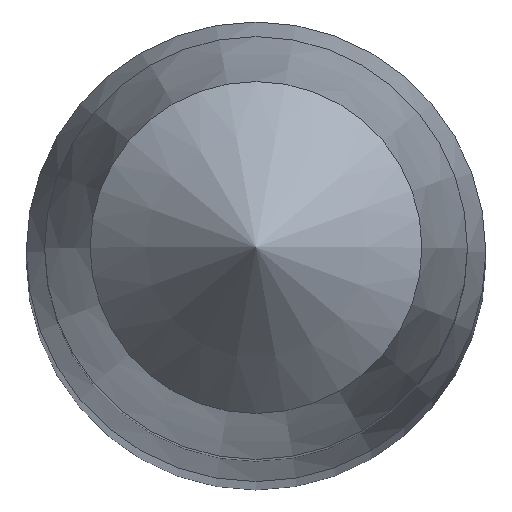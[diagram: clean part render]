
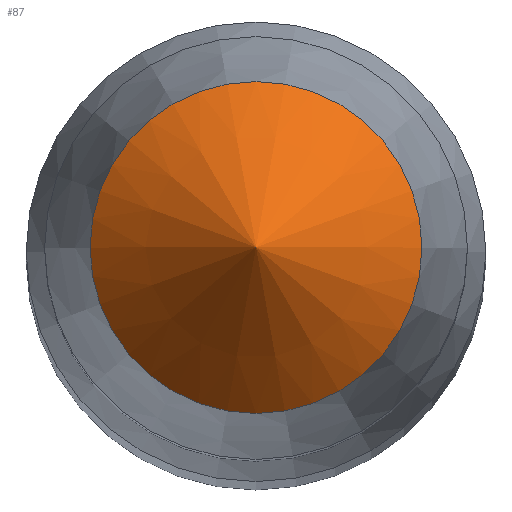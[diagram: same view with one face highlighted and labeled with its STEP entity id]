
A CAD part, top view. The second image highlights one B-rep face of the part: STEP entity #87.
In plain terms, the highlighted conical face has half-angle 45 degrees and reference radius 1.368 mm.
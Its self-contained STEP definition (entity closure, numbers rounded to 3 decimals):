
#34=VERTEX_LOOP('',#247);
#87=ADVANCED_FACE('',(#116,#117),#93,.T.);
#93=CONICAL_SURFACE('',#694,1.368,45.);
#116=FACE_BOUND('',#149,.T.);
#117=FACE_BOUND('',#34,.T.);
#149=EDGE_LOOP('',(#219));
#219=ORIENTED_EDGE('',*,*,#282,.F.);
#246=VERTEX_POINT('',#981);
#247=VERTEX_POINT('',#983);
#282=EDGE_CURVE('',#246,#246,#297,.T.);
#297=CIRCLE('',#692,1.011);
#692=AXIS2_PLACEMENT_3D('',#980,#825,#826);
#694=AXIS2_PLACEMENT_3D('',#984,#829,#830);
#825=DIRECTION('',(0.,0.,-1.));
#826=DIRECTION('',(1.,0.,0.));
#829=DIRECTION('',(0.,0.,-1.));
#830=DIRECTION('',(-1.,0.,0.));
#980=CARTESIAN_POINT('',(0.,0.,49.739));
#981=CARTESIAN_POINT('',(1.011,0.,49.739));
#983=CARTESIAN_POINT('',(0.,0.,50.75));
#984=CARTESIAN_POINT('',(0.,0.,49.382));
